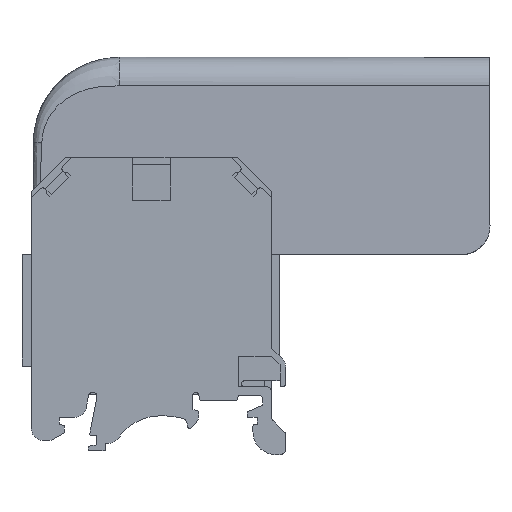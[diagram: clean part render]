
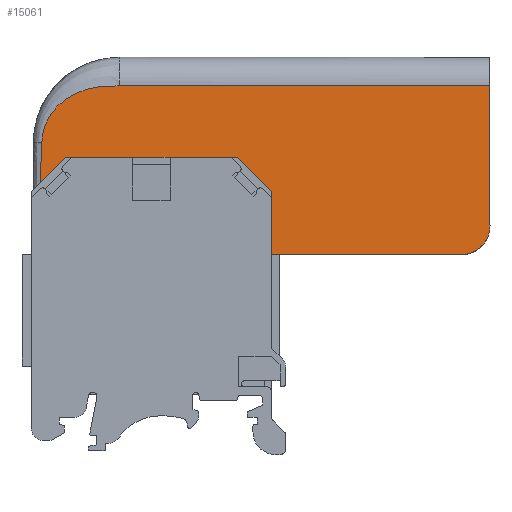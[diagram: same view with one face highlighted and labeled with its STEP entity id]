
A CAD part, left-side view. The second image highlights one B-rep face of the part: STEP entity #15061.
In plain terms, the highlighted planar face has unit normal (-1, 0, 0.004).
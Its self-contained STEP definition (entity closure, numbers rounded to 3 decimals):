
#39=ELLIPSE('',#15800,5.,5.);
#44=(
BOUNDED_CURVE()
B_SPLINE_CURVE(3,(#22170,#22171,#22172,#22173,#22174,#22175,#22176),
 .UNSPECIFIED.,.F.,.F.)
B_SPLINE_CURVE_WITH_KNOTS((4,3,4),(-0.21,-0.08,-0.015),
 .PIECEWISE_BEZIER_KNOTS.)
CURVE()
GEOMETRIC_REPRESENTATION_ITEM()
RATIONAL_B_SPLINE_CURVE((1.,1.,1.,1.,1.,1.,1.))
REPRESENTATION_ITEM('')
);
#49=(
BOUNDED_CURVE()
B_SPLINE_CURVE(3,(#22816,#22817,#22818,#22819),.UNSPECIFIED.,.F.,.F.)
B_SPLINE_CURVE_WITH_KNOTS((4,4),(0.,0.019),
 .PIECEWISE_BEZIER_KNOTS.)
CURVE()
GEOMETRIC_REPRESENTATION_ITEM()
RATIONAL_B_SPLINE_CURVE((1.,1.,1.,1.))
REPRESENTATION_ITEM('')
);
#663=PLANE('',#15824);
#845=B_SPLINE_CURVE_WITH_KNOTS('',3,(#22114,#22115,#22116,#22117,#22118,
#22119,#22120,#22121,#22122,#22123,#22124,#22125,#22126,#22127,#22128,#22129,
#22130,#22131,#22132,#22133,#22134,#22135,#22136,#22137,#22138,#22139,#22140,
#22141,#22142),.UNSPECIFIED.,.F.,.F.,(4,1,1,1,1,1,1,1,1,1,1,1,1,1,1,1,1,
1,1,1,1,1,1,1,1,1,4),(0.,0.063,0.094,0.109,0.125,0.141,0.156,
0.188,0.219,0.234,0.25,0.266,0.281,0.313,0.375,0.438,0.469,
0.5,0.531,0.563,0.625,0.688,0.75,0.813,0.875,0.938,1.),
 .UNSPECIFIED.);
#3896=ORIENTED_EDGE('',*,*,#5551,.F.);
#3897=ORIENTED_EDGE('',*,*,#5553,.T.);
#3898=ORIENTED_EDGE('',*,*,#5469,.F.);
#3899=ORIENTED_EDGE('',*,*,#5459,.T.);
#3900=ORIENTED_EDGE('',*,*,#5457,.T.);
#3901=ORIENTED_EDGE('',*,*,#5514,.T.);
#3902=ORIENTED_EDGE('',*,*,#5603,.T.);
#5457=EDGE_CURVE('',#6584,#6586,#845,.T.);
#5459=EDGE_CURVE('',#6587,#6584,#44,.T.);
#5469=EDGE_CURVE('',#6587,#6594,#7861,.T.);
#5514=EDGE_CURVE('',#6586,#6624,#49,.F.);
#5551=EDGE_CURVE('',#6651,#6650,#7902,.F.);
#5553=EDGE_CURVE('',#6651,#6594,#39,.T.);
#5603=EDGE_CURVE('',#6624,#6650,#7950,.F.);
#6584=VERTEX_POINT('',#22061);
#6586=VERTEX_POINT('',#22113);
#6587=VERTEX_POINT('',#22169);
#6594=VERTEX_POINT('',#22361);
#6624=VERTEX_POINT('',#22815);
#6650=VERTEX_POINT('',#23357);
#6651=VERTEX_POINT('',#23359);
#7861=LINE('',#22360,#9141);
#7902=LINE('',#23360,#9182);
#7950=LINE('',#23463,#9230);
#9141=VECTOR('',#18386,1000.);
#9182=VECTOR('',#18465,1000.);
#9230=VECTOR('',#18567,1000.);
#9825=EDGE_LOOP('',(#3896,#3897,#3898,#3899,#3900,#3901,#3902));
#10454=FACE_BOUND('',#9825,.T.);
#15061=ADVANCED_FACE('',(#10454),#663,.T.);
#15800=AXIS2_PLACEMENT_3D('',#23363,#18470,#18471);
#15824=AXIS2_PLACEMENT_3D('',#23462,#18565,#18566);
#18386=DIRECTION('',(-0.004,-0.004,-1.));
#18465=DIRECTION('',(0.,-1.,0.));
#18470=DIRECTION('',(-1.,0.,0.004));
#18471=DIRECTION('',(-0.004,0.,-1.));
#18565=DIRECTION('',(-1.,0.,0.004));
#18566=DIRECTION('',(-0.004,0.,-1.));
#18567=DIRECTION('',(0.,1.,0.));
#22061=CARTESIAN_POINT('',(-16.871,5.515,30.522));
#22113=CARTESIAN_POINT('',(-16.915,19.015,20.565));
#22114=CARTESIAN_POINT('',(-16.871,5.515,30.522));
#22115=CARTESIAN_POINT('',(-16.871,5.895,30.522));
#22116=CARTESIAN_POINT('',(-16.871,6.429,30.516));
#22117=CARTESIAN_POINT('',(-16.871,6.979,30.5));
#22118=CARTESIAN_POINT('',(-16.871,7.285,30.487));
#22119=CARTESIAN_POINT('',(-16.871,7.475,30.478));
#22120=CARTESIAN_POINT('',(-16.871,7.773,30.461));
#22121=CARTESIAN_POINT('',(-16.872,8.124,30.436));
#22122=CARTESIAN_POINT('',(-16.872,8.565,30.396));
#22123=CARTESIAN_POINT('',(-16.872,8.979,30.348));
#22124=CARTESIAN_POINT('',(-16.872,9.312,30.302));
#22125=CARTESIAN_POINT('',(-16.872,9.529,30.269));
#22126=CARTESIAN_POINT('',(-16.873,9.846,30.215));
#22127=CARTESIAN_POINT('',(-16.873,10.228,30.142));
#22128=CARTESIAN_POINT('',(-16.873,10.899,29.994));
#22129=CARTESIAN_POINT('',(-16.875,11.811,29.73));
#22130=CARTESIAN_POINT('',(-16.876,12.671,29.4));
#22131=CARTESIAN_POINT('',(-16.877,13.339,29.088));
#22132=CARTESIAN_POINT('',(-16.878,13.792,28.851));
#22133=CARTESIAN_POINT('',(-16.88,14.353,28.522));
#22134=CARTESIAN_POINT('',(-16.882,15.026,28.069));
#22135=CARTESIAN_POINT('',(-16.885,15.805,27.452));
#22136=CARTESIAN_POINT('',(-16.889,16.73,26.516));
#22137=CARTESIAN_POINT('',(-16.893,17.48,25.532));
#22138=CARTESIAN_POINT('',(-16.898,18.151,24.366));
#22139=CARTESIAN_POINT('',(-16.903,18.624,23.182));
#22140=CARTESIAN_POINT('',(-16.909,18.944,21.866));
#22141=CARTESIAN_POINT('',(-16.913,19.013,21.002));
#22142=CARTESIAN_POINT('',(-16.915,19.015,20.565));
#22169=CARTESIAN_POINT('',(-16.871,-59.271,30.522));
#22170=CARTESIAN_POINT('',(-16.871,-189.23,30.522));
#22171=CARTESIAN_POINT('',(-16.871,-145.953,30.522));
#22172=CARTESIAN_POINT('',(-16.871,-102.677,30.522));
#22173=CARTESIAN_POINT('',(-16.871,-59.4,30.522));
#22174=CARTESIAN_POINT('',(-16.871,-37.762,30.522));
#22175=CARTESIAN_POINT('',(-16.871,-16.123,30.522));
#22176=CARTESIAN_POINT('',(-16.871,5.515,30.522));
#22360=CARTESIAN_POINT('',(-16.999,-59.399,1.144));
#22361=CARTESIAN_POINT('',(-16.978,-59.378,6.022));
#22815=CARTESIAN_POINT('',(-17.,20.6,1.));
#22816=CARTESIAN_POINT('',(-17.,20.6,1.));
#22817=CARTESIAN_POINT('',(-16.972,19.822,7.521));
#22818=CARTESIAN_POINT('',(-16.943,19.043,14.041));
#22819=CARTESIAN_POINT('',(-16.915,19.015,20.565));
#23357=CARTESIAN_POINT('',(-17.,-22.5,1.));
#23359=CARTESIAN_POINT('',(-17.,-54.378,1.));
#23360=CARTESIAN_POINT('',(-17.,19.1,1.));
#23363=CARTESIAN_POINT('',(-16.978,-54.378,6.));
#23462=CARTESIAN_POINT('',(-17.,19.1,1.));
#23463=CARTESIAN_POINT('',(-17.,0.,1.));
